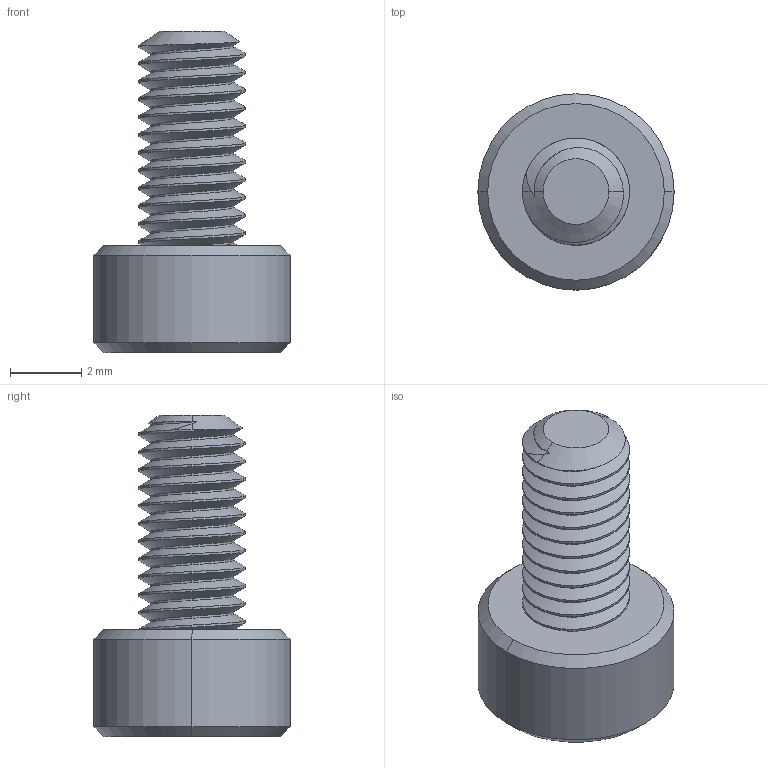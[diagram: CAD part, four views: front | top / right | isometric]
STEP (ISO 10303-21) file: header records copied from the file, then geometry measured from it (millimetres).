
FILE_DESCRIPTION (( 'STEP AP203' ), '1' );
FILE_NAME ('M3 x 0.5mm Thread 6mm LONG SOCKET HEAD CAP SCREW.STEP', '2017-05-07T01:48:06', ( '' ), ( '' ), 'SwSTEP 2.0', 'SolidWorks 2014', '' );
FILE_SCHEMA (( 'CONFIG_CONTROL_DESIGN' ));
Length unit declared in the file: millimetre
Products named in the file (1): M3 x 0.5mm Thread 6mm LONG SOCKET HEAD CAP SCREW
Bounding box: 5.5 x 5.5 x 9 mm (x, y, z)
Volume: 93.2 mm3; surface area: 193.8 mm2
Topology: 1 solids, 1 shells, 77 faces, 201 edges, 128 vertices
Faces by surface type: cylinder 51, cone 14, plane 10, bspline 2
Entity records: 3640 total; most frequent: CARTESIAN_POINT 1978, ORIENTED_EDGE 402, DIRECTION 267, EDGE_CURVE 201, VERTEX_POINT 128, AXIS2_PLACEMENT_3D 99, EDGE_LOOP 79, ADVANCED_FACE 77
